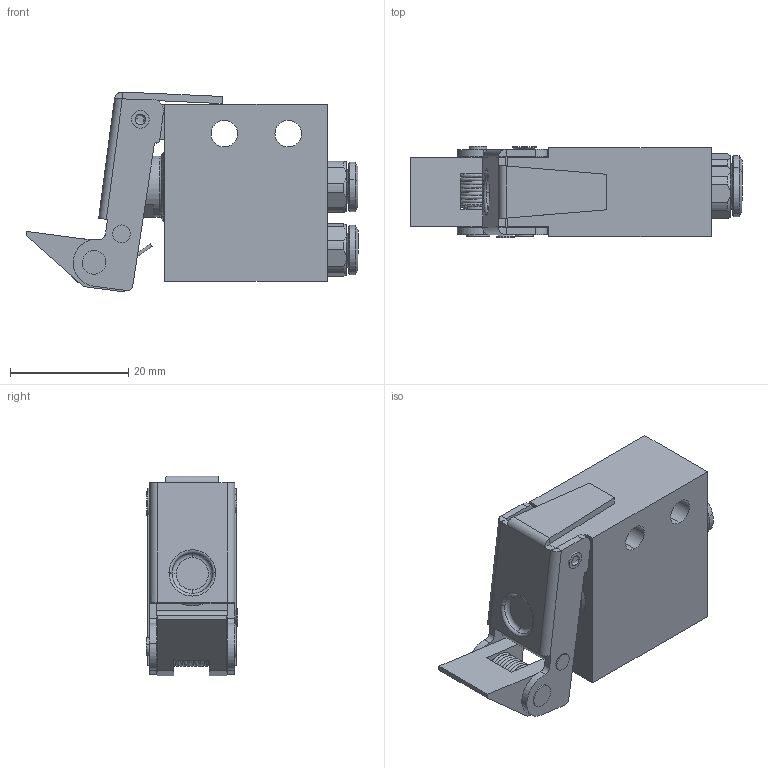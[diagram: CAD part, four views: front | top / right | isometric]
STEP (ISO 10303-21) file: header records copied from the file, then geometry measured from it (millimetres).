
FILE_DESCRIPTION (( 'STEP AP214' ), '1' );
FILE_NAME ('08_038_4.STEP', '2016-01-07T15:24:57', ( '' ), ( '' ), 'SwSTEP 2.0', 'SolidWorks 2016', '' );
FILE_SCHEMA (( 'AUTOMOTIVE_DESIGN' ));
Length unit declared in the file: millimetre
Products named in the file (1): 08_038_4
Bounding box: 56.15 x 15.5 x 33.82 mm (x, y, z)
Volume: 16017 mm3; surface area: 9188.5 mm2
Topology: 8 solids, 8 shells, 329 faces, 802 edges, 496 vertices
Faces by surface type: plane 117, cylinder 95, cone 64, torus 30, bspline 20, sphere 3
Entity records: 16601 total; most frequent: CARTESIAN_POINT 7242, DIRECTION 1681, ORIENTED_EDGE 1578, EDGE_CURVE 789, AXIS2_PLACEMENT_3D 664, VERTEX_POINT 493, EDGE_LOOP 358, CIRCLE 354
